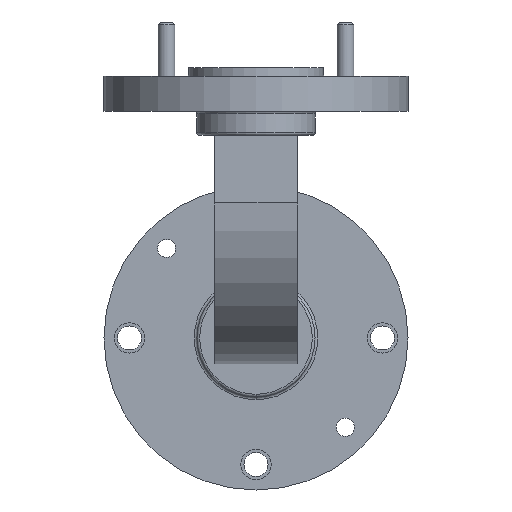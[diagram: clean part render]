
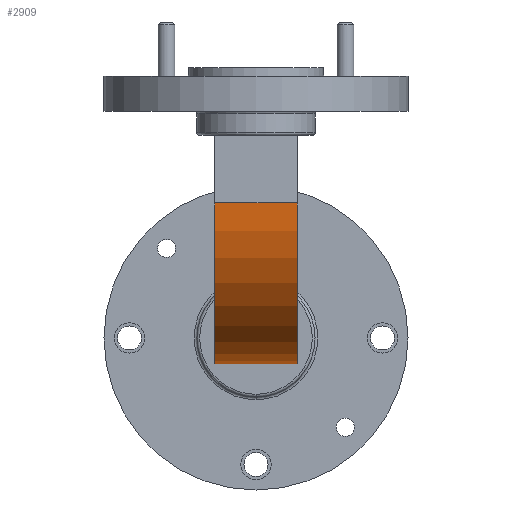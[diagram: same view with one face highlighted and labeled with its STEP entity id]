
A CAD part, front view. The second image highlights one B-rep face of the part: STEP entity #2909.
In plain terms, the highlighted cylindrical face has radius 15.138 mm (diameter 30.277 mm), a partial arc.
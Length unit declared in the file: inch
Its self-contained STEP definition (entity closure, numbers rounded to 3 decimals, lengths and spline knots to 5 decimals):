
#19 = EDGE_CURVE ( 'NONE', #1553, #3081, #2247, .T. ) ;
#184 = EDGE_CURVE ( 'NONE', #1553, #1341, #3388, .T. ) ;
#227 = DIRECTION ( 'NONE',  ( 1., 0., 0. ) ) ;
#241 = VECTOR ( 'NONE', #404, 39.37008 ) ;
#285 = LINE ( 'NONE', #2428, #3411 ) ;
#404 = DIRECTION ( 'NONE',  ( 1., 0., 0. ) ) ;
#840 = ORIENTED_EDGE ( 'NONE', *, *, #1983, .T. ) ;
#867 = CYLINDRICAL_SURFACE ( 'NONE', #1416, 0.596 ) ;
#1123 = VERTEX_POINT ( 'NONE', #2122 ) ;
#1164 = DIRECTION ( 'NONE',  ( 0., -1., 0. ) ) ;
#1341 = VERTEX_POINT ( 'NONE', #4001 ) ;
#1416 = AXIS2_PLACEMENT_3D ( 'NONE', #3683, #1474, #2768 ) ;
#1474 = DIRECTION ( 'NONE',  ( 1., 0., 0. ) ) ;
#1489 = DIRECTION ( 'NONE',  ( 1., 0., 0. ) ) ;
#1553 = VERTEX_POINT ( 'NONE', #2203 ) ;
#1678 = ORIENTED_EDGE ( 'NONE', *, *, #19, .F. ) ;
#1804 = FACE_OUTER_BOUND ( 'NONE', #3779, .T. ) ;
#1806 = AXIS2_PLACEMENT_3D ( 'NONE', #3748, #1822, #2454 ) ;
#1822 = DIRECTION ( 'NONE',  ( 1., 0., 0. ) ) ;
#1983 = EDGE_CURVE ( 'NONE', #1341, #1123, #285, .T. ) ;
#2003 = ORIENTED_EDGE ( 'NONE', *, *, #3013, .F. ) ;
#2122 = CARTESIAN_POINT ( 'NONE',  ( 0.152, 0.5, -1.096 ) ) ;
#2203 = CARTESIAN_POINT ( 'NONE',  ( -0.152, -0.096, -0.5 ) ) ;
#2247 = LINE ( 'NONE', #3247, #241 ) ;
#2324 = AXIS2_PLACEMENT_3D ( 'NONE', #3368, #227, #1164 ) ;
#2428 = CARTESIAN_POINT ( 'NONE',  ( -0.152, 0.5, -1.096 ) ) ;
#2454 = DIRECTION ( 'NONE',  ( 0., -1., 0. ) ) ;
#2768 = DIRECTION ( 'NONE',  ( 0., 0., -1. ) ) ;
#2909 = ADVANCED_FACE ( 'NONE', ( #1804 ), #867, .T. ) ;
#3013 = EDGE_CURVE ( 'NONE', #3081, #1123, #3342, .T. ) ;
#3081 = VERTEX_POINT ( 'NONE', #3537 ) ;
#3247 = CARTESIAN_POINT ( 'NONE',  ( -0.152, -0.096, -0.5 ) ) ;
#3342 = CIRCLE ( 'NONE', #1806, 0.596 ) ;
#3368 = CARTESIAN_POINT ( 'NONE',  ( -0.152, 0.5, -0.5 ) ) ;
#3388 = CIRCLE ( 'NONE', #2324, 0.596 ) ;
#3411 = VECTOR ( 'NONE', #1489, 39.37008 ) ;
#3537 = CARTESIAN_POINT ( 'NONE',  ( 0.152, -0.096, -0.5 ) ) ;
#3683 = CARTESIAN_POINT ( 'NONE',  ( 0., 0.5, -0.5 ) ) ;
#3748 = CARTESIAN_POINT ( 'NONE',  ( 0.152, 0.5, -0.5 ) ) ;
#3779 = EDGE_LOOP ( 'NONE', ( #2003, #1678, #3880, #840 ) ) ;
#3880 = ORIENTED_EDGE ( 'NONE', *, *, #184, .T. ) ;
#4001 = CARTESIAN_POINT ( 'NONE',  ( -0.152, 0.5, -1.096 ) ) ;
